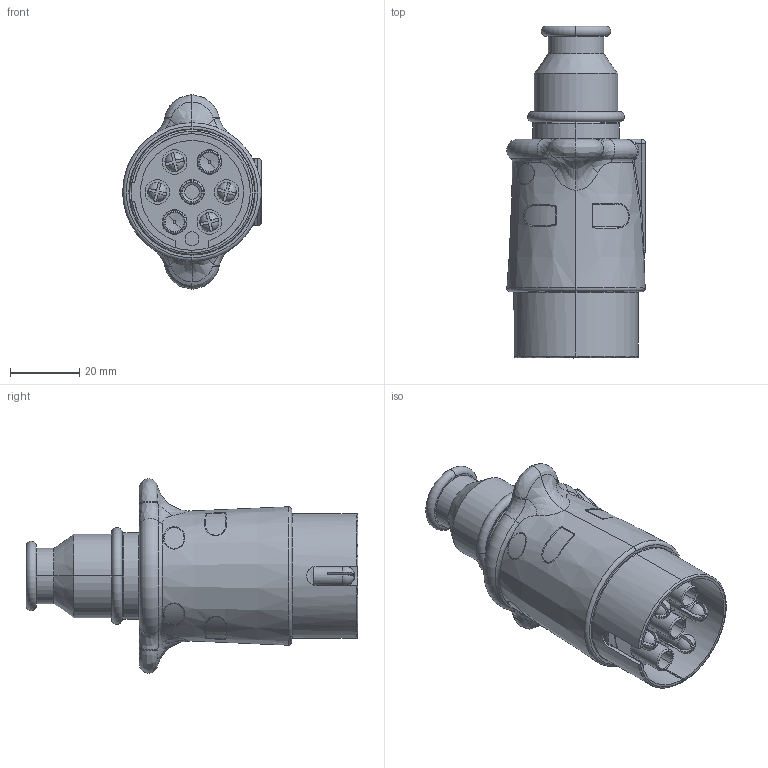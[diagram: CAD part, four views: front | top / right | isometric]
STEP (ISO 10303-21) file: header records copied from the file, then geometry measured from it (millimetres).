
FILE_DESCRIPTION((''),'2;1');
FILE_NAME('201090_SW0001','2020-10-14T11:14:16',('teru'),(''),'CREO PARAMETRIC BY PTC INC, 2017380','CREO PARAMETRIC BY PTC INC, 2017380','');
FILE_SCHEMA(('CONFIG_CONTROL_DESIGN'));
Length unit declared in the file: millimetre
Products named in the file (1): 201090_SW0001
Bounding box: 40 x 95.68 x 55.99 mm (x, y, z)
Volume: 74342.2 mm3; surface area: 17032.4 mm2
Topology: 1 solids, 7 shells, 402 faces, 996 edges, 641 vertices
Faces by surface type: plane 124, cylinder 98, bspline 85, torus 49, cone 27, sphere 19
Entity records: 18191 total; most frequent: CARTESIAN_POINT 9175, ORIENTED_EDGE 1986, DIRECTION 1709, EDGE_CURVE 993, AXIS2_PLACEMENT_3D 688, VERTEX_POINT 641, EDGE_LOOP 438, FACE_OUTER_BOUND 402
